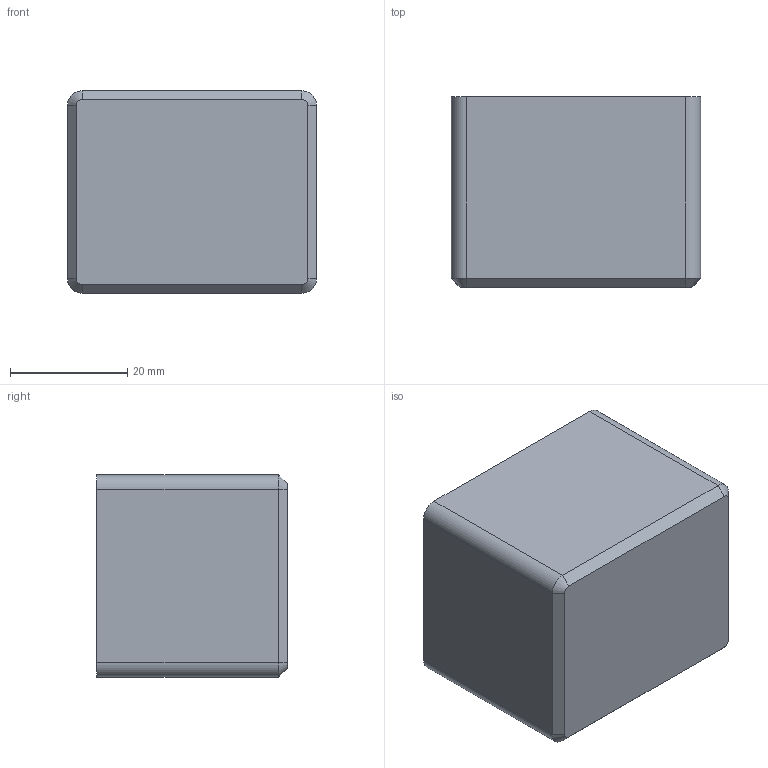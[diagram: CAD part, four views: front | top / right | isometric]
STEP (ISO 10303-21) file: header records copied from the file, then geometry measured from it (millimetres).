
FILE_DESCRIPTION (( 'STEP AP203' ), '1' );
FILE_NAME ('ROV-USI-035A-BAA.STEP', '2024-05-24T08:56:08', ( '' ), ( '' ), 'SwSTEP 2.0', 'SolidWorks 2016', '' );
FILE_SCHEMA (( 'CONFIG_CONTROL_DESIGN' ));
Length unit declared in the file: millimetre
Products named in the file (1): ROV-USI-035A-BAA
Bounding box: 42.5 x 32.5 x 34.5 mm (x, y, z)
Volume: 17529.9 mm3; surface area: 11945.9 mm2
Topology: 1 solids, 1 shells, 43 faces, 104 edges, 60 vertices
Faces by surface type: cylinder 16, plane 15, cone 12
Entity records: 1267 total; most frequent: DIRECTION 220, CARTESIAN_POINT 200, ORIENTED_EDGE 192, EDGE_CURVE 96, AXIS2_PLACEMENT_3D 80, LINE 60, VECTOR 60, VERTEX_POINT 60
